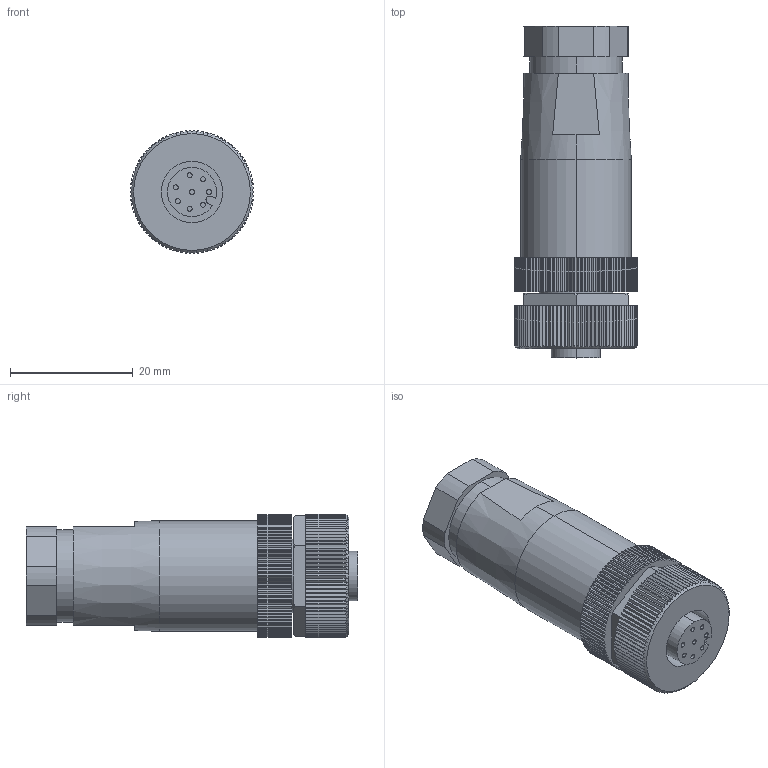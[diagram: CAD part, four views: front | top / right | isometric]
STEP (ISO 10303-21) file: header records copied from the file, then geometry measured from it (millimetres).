
FILE_DESCRIPTION (( 'STEP AP214' ), '1' );
FILE_NAME ('M12FT8AF.STEP', '2019-04-24T16:46:35', ( '' ), ( '' ), 'SwSTEP 2.0', 'SolidWorks 2018', '' );
FILE_SCHEMA (( 'AUTOMOTIVE_DESIGN' ));
Length unit declared in the file: millimetre
Products named in the file (1): M12FT8AF
Bounding box: 20.03 x 54 x 20.02 mm (x, y, z)
Volume: 8373.9 mm3; surface area: 6523.4 mm2
Topology: 1 solids, 1 shells, 657 faces, 1903 edges, 1265 vertices
Faces by surface type: plane 511, cylinder 133, cone 13
Entity records: 21764 total; most frequent: CARTESIAN_POINT 4438, ORIENTED_EDGE 3806, DIRECTION 3392, EDGE_CURVE 1903, VECTOR 1322, LINE 1322, VERTEX_POINT 1265, AXIS2_PLACEMENT_3D 1035
